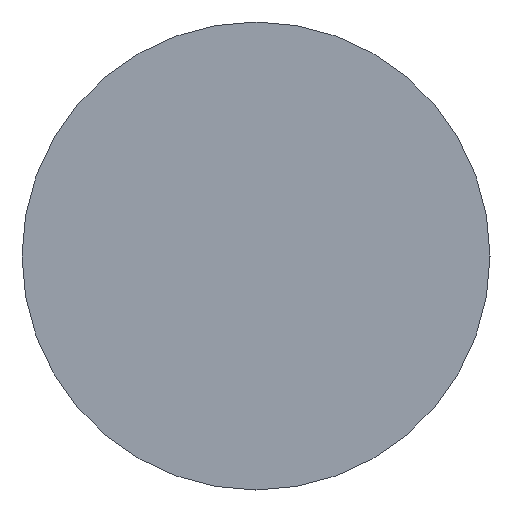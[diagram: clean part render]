
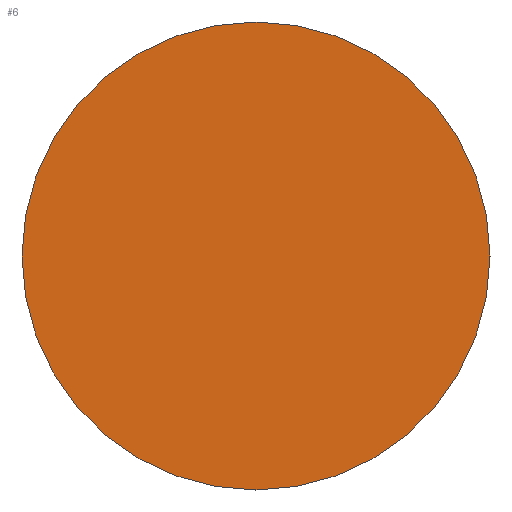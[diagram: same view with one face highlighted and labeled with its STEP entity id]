
A CAD part, left-side view. The second image highlights one B-rep face of the part: STEP entity #6.
In plain terms, the highlighted planar face has unit normal (-1, 0, 0).
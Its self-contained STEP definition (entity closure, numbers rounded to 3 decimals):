
#5 = ORIENTED_EDGE ( 'NONE', *, *, #100, .T. ) ;
#6 = ADVANCED_FACE ( 'NONE', ( #146 ), #148, .T. ) ;
#11 = CARTESIAN_POINT ( 'NONE',  ( 14.992, 12.7, 0. ) ) ;
#15 = DIRECTION ( 'NONE',  ( -1., 0., 0. ) ) ;
#17 = CARTESIAN_POINT ( 'NONE',  ( 14.992, -12.7, 0. ) ) ;
#22 = DIRECTION ( 'NONE',  ( -1., 0., 0. ) ) ;
#30 = EDGE_LOOP ( 'NONE', ( #5, #88 ) ) ;
#45 = AXIS2_PLACEMENT_3D ( 'NONE', #162, #22, #49 ) ;
#49 = DIRECTION ( 'NONE',  ( 0., -1., 0. ) ) ;
#53 = DIRECTION ( 'NONE',  ( 0., -1., 0. ) ) ;
#54 = DIRECTION ( 'NONE',  ( -1., 0., 0. ) ) ;
#69 = DIRECTION ( 'NONE',  ( 0., -1., 0. ) ) ;
#76 = VERTEX_POINT ( 'NONE', #17 ) ;
#88 = ORIENTED_EDGE ( 'NONE', *, *, #116, .T. ) ;
#100 = EDGE_CURVE ( 'NONE', #76, #124, #115, .T. ) ;
#101 = CIRCLE ( 'NONE', #45, 12.7 ) ;
#114 = AXIS2_PLACEMENT_3D ( 'NONE', #127, #54, #53 ) ;
#115 = CIRCLE ( 'NONE', #147, 12.7 ) ;
#116 = EDGE_CURVE ( 'NONE', #124, #76, #101, .T. ) ;
#124 = VERTEX_POINT ( 'NONE', #11 ) ;
#127 = CARTESIAN_POINT ( 'NONE',  ( 14.992, 0., 0. ) ) ;
#132 = CARTESIAN_POINT ( 'NONE',  ( 14.992, 0., 0. ) ) ;
#146 = FACE_OUTER_BOUND ( 'NONE', #30, .T. ) ;
#147 = AXIS2_PLACEMENT_3D ( 'NONE', #132, #15, #69 ) ;
#148 = PLANE ( 'NONE',  #114 ) ;
#162 = CARTESIAN_POINT ( 'NONE',  ( 14.992, 0., 0. ) ) ;
